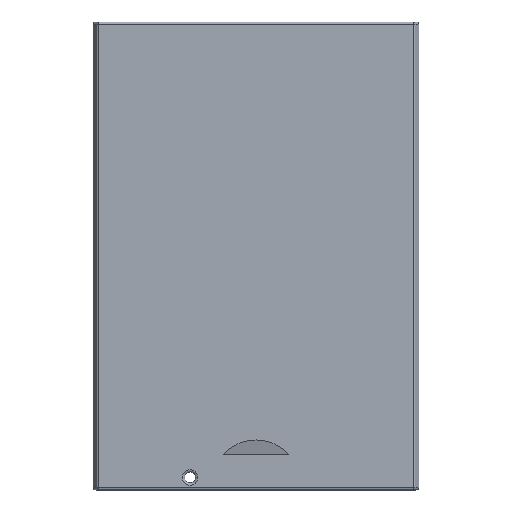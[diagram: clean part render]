
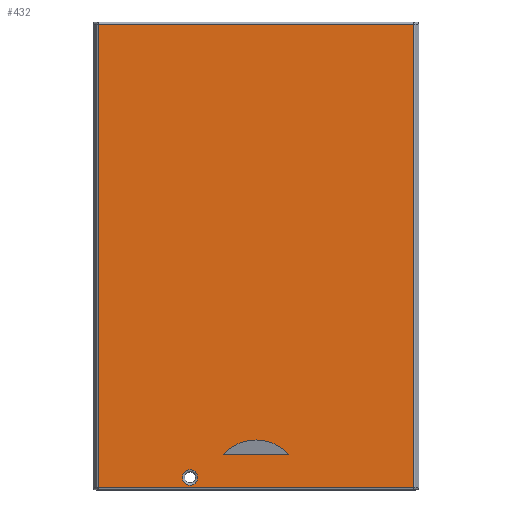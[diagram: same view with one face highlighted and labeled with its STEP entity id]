
A CAD part, top view. The second image highlights one B-rep face of the part: STEP entity #432.
In plain terms, the highlighted planar face has unit normal (0, 0, 1).
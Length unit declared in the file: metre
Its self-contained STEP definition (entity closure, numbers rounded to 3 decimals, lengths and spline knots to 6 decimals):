
#63=LINE('',#686,#91);
#64=LINE('',#689,#92);
#65=LINE('',#692,#93);
#66=LINE('',#694,#94);
#67=LINE('',#696,#95);
#91=VECTOR('',#543,1.);
#92=VECTOR('',#546,1.);
#93=VECTOR('',#547,1.);
#94=VECTOR('',#548,1.);
#95=VECTOR('',#549,1.);
#119=ORIENTED_EDGE('',*,*,#239,.T.);
#120=ORIENTED_EDGE('',*,*,#240,.F.);
#121=ORIENTED_EDGE('',*,*,#241,.F.);
#122=ORIENTED_EDGE('',*,*,#242,.F.);
#123=ORIENTED_EDGE('',*,*,#243,.T.);
#124=ORIENTED_EDGE('',*,*,#244,.T.);
#125=ORIENTED_EDGE('',*,*,#245,.T.);
#126=ORIENTED_EDGE('',*,*,#246,.T.);
#239=EDGE_CURVE('',#299,#299,#332,.F.);
#240=EDGE_CURVE('',#300,#301,#333,.T.);
#241=EDGE_CURVE('',#302,#300,#63,.T.);
#242=EDGE_CURVE('',#301,#302,#334,.T.);
#243=EDGE_CURVE('',#303,#304,#64,.T.);
#244=EDGE_CURVE('',#304,#305,#65,.F.);
#245=EDGE_CURVE('',#305,#306,#66,.F.);
#246=EDGE_CURVE('',#306,#303,#67,.T.);
#299=VERTEX_POINT('',#682);
#300=VERTEX_POINT('',#684);
#301=VERTEX_POINT('',#685);
#302=VERTEX_POINT('',#687);
#303=VERTEX_POINT('',#690);
#304=VERTEX_POINT('',#691);
#305=VERTEX_POINT('',#693);
#306=VERTEX_POINT('',#695);
#332=CIRCLE('',#479,0.00175);
#333=CIRCLE('',#480,0.01);
#334=CIRCLE('',#481,0.01);
#346=EDGE_LOOP('',(#119));
#347=EDGE_LOOP('',(#120,#121,#122));
#348=EDGE_LOOP('',(#123,#124,#125,#126));
#385=FACE_BOUND('',#346,.T.);
#386=FACE_BOUND('',#347,.T.);
#387=FACE_BOUND('',#348,.T.);
#424=PLANE('',#478);
#432=ADVANCED_FACE('',(#385,#386,#387),#424,.T.);
#478=AXIS2_PLACEMENT_3D('',#680,#537,#538);
#479=AXIS2_PLACEMENT_3D('',#681,#539,#540);
#480=AXIS2_PLACEMENT_3D('',#683,#541,#542);
#481=AXIS2_PLACEMENT_3D('',#688,#544,#545);
#537=DIRECTION('',(0.,0.,1.));
#538=DIRECTION('',(1.,0.,0.));
#539=DIRECTION('',(0.,0.,1.));
#540=DIRECTION('',(1.,0.,0.));
#541=DIRECTION('',(0.,0.,1.));
#542=DIRECTION('',(1.,0.,0.));
#543=DIRECTION('',(1.,0.,0.));
#544=DIRECTION('',(0.,0.,1.));
#545=DIRECTION('',(1.,0.,0.));
#546=DIRECTION('',(0.,1.,0.));
#547=DIRECTION('',(1.,0.,0.));
#548=DIRECTION('',(0.,1.,0.));
#549=DIRECTION('',(1.,0.,0.));
#680=CARTESIAN_POINT('',(0.018048,-0.05325,0.002));
#681=CARTESIAN_POINT('',(-0.015,-0.0504,0.002));
#682=CARTESIAN_POINT('',(-0.01325,-0.0504,0.002));
#683=CARTESIAN_POINT('',(0.,-0.051864,0.002));
#684=CARTESIAN_POINT('',(0.0075,-0.04525,0.002));
#685=CARTESIAN_POINT('',(0.,-0.041864,0.002));
#686=CARTESIAN_POINT('',(-0.00375,-0.04525,0.002));
#687=CARTESIAN_POINT('',(-0.0075,-0.04525,0.002));
#688=CARTESIAN_POINT('',(0.,-0.051864,0.002));
#689=CARTESIAN_POINT('',(0.035922,-0.05325,0.002));
#690=CARTESIAN_POINT('',(0.035922,-0.05275,0.002));
#691=CARTESIAN_POINT('',(0.035922,0.05275,0.002));
#692=CARTESIAN_POINT('',(-0.035922,0.05275,0.002));
#693=CARTESIAN_POINT('',(-0.035922,0.05275,0.002));
#694=CARTESIAN_POINT('',(-0.035922,-0.05325,0.002));
#695=CARTESIAN_POINT('',(-0.035922,-0.05275,0.002));
#696=CARTESIAN_POINT('',(0.018048,-0.05275,0.002));
